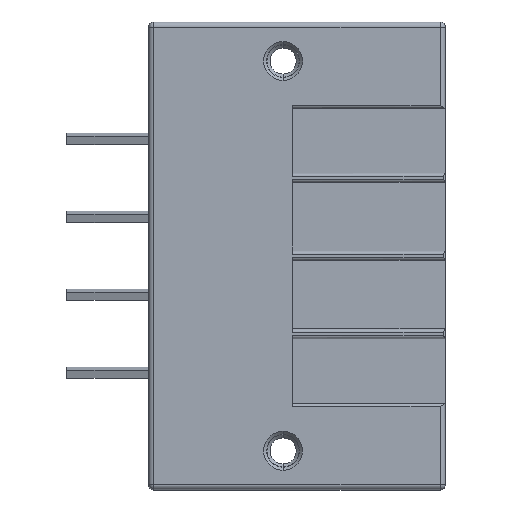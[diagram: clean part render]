
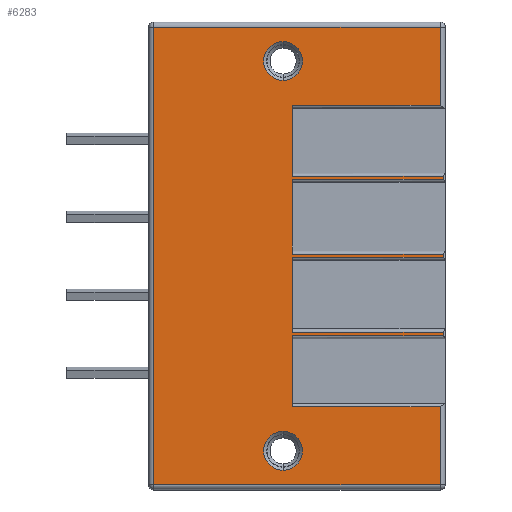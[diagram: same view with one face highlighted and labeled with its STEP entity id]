
A CAD part, top view. The second image highlights one B-rep face of the part: STEP entity #6283.
In plain terms, the highlighted planar face has unit normal (0, 0, 1).
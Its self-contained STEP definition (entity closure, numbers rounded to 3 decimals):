
#192=CARTESIAN_POINT('',(2.,34.29,6.956));
#193=DIRECTION('',(0.,0.,-1.));
#194=DIRECTION('',(0.,1.,0.));
#195=AXIS2_PLACEMENT_3D('',#192,#193,#194);
#197=CARTESIAN_POINT('',(2.,34.29,6.956));
#198=DIRECTION('',(0.,0.,-1.));
#199=DIRECTION('',(0.,-1.,0.));
#200=AXIS2_PLACEMENT_3D('',#197,#198,#199);
#202=CARTESIAN_POINT('',(2.,-3.81,6.956));
#203=DIRECTION('',(0.,0.,-1.));
#204=DIRECTION('',(0.,1.,0.));
#205=AXIS2_PLACEMENT_3D('',#202,#203,#204);
#207=CARTESIAN_POINT('',(2.,-3.81,6.956));
#208=DIRECTION('',(0.,0.,-1.));
#209=DIRECTION('',(0.,-1.,0.));
#210=AXIS2_PLACEMENT_3D('',#207,#208,#209);
#212=DIRECTION('',(0.,-1.,0.));
#213=VECTOR('',#212,7.63);
#214=CARTESIAN_POINT('',(17.35,0.51,6.956));
#215=LINE('',#214,#213);
#216=DIRECTION('',(1.,0.,0.));
#217=VECTOR('',#216,28.);
#218=CARTESIAN_POINT('',(-10.65,-7.12,6.956));
#219=LINE('',#218,#217);
#220=DIRECTION('',(-1.,0.,0.));
#221=VECTOR('',#220,28.);
#222=CARTESIAN_POINT('',(17.35,37.6,6.956));
#223=LINE('',#222,#221);
#224=DIRECTION('',(0.,-1.,0.));
#225=VECTOR('',#224,7.63);
#226=CARTESIAN_POINT('',(17.35,37.6,6.956));
#227=LINE('',#226,#225);
#228=DIRECTION('',(1.,0.,0.));
#229=VECTOR('',#228,14.45);
#230=CARTESIAN_POINT('',(2.9,29.97,6.956));
#231=LINE('',#230,#229);
#232=DIRECTION('',(0.,-1.,0.));
#233=VECTOR('',#232,6.94);
#234=CARTESIAN_POINT('',(2.9,29.97,6.956));
#235=LINE('',#234,#233);
#236=DIRECTION('',(1.,0.,0.));
#237=VECTOR('',#236,14.75);
#238=CARTESIAN_POINT('',(2.9,23.03,6.956));
#239=LINE('',#238,#237);
#240=DIRECTION('',(1.,0.,0.));
#241=VECTOR('',#240,14.75);
#242=CARTESIAN_POINT('',(2.9,22.735,6.956));
#243=LINE('',#242,#241);
#244=DIRECTION('',(0.,-1.,0.));
#245=VECTOR('',#244,7.32);
#246=CARTESIAN_POINT('',(2.9,22.735,6.956));
#247=LINE('',#246,#245);
#248=DIRECTION('',(-1.,0.,0.));
#249=VECTOR('',#248,14.75);
#250=CARTESIAN_POINT('',(17.65,15.415,6.956));
#251=LINE('',#250,#249);
#252=DIRECTION('',(1.,0.,0.));
#253=VECTOR('',#252,14.75);
#254=CARTESIAN_POINT('',(2.9,15.115,6.956));
#255=LINE('',#254,#253);
#256=DIRECTION('',(0.,-1.,0.));
#257=VECTOR('',#256,7.32);
#258=CARTESIAN_POINT('',(2.9,15.115,6.956));
#259=LINE('',#258,#257);
#260=DIRECTION('',(-1.,0.,0.));
#261=VECTOR('',#260,14.75);
#262=CARTESIAN_POINT('',(17.65,7.795,6.956));
#263=LINE('',#262,#261);
#264=DIRECTION('',(-1.,0.,0.));
#265=VECTOR('',#264,14.75);
#266=CARTESIAN_POINT('',(17.65,7.45,6.956));
#267=LINE('',#266,#265);
#268=DIRECTION('',(0.,1.,0.));
#269=VECTOR('',#268,6.94);
#270=CARTESIAN_POINT('',(2.9,0.51,6.956));
#271=LINE('',#270,#269);
#272=DIRECTION('',(-1.,0.,0.));
#273=VECTOR('',#272,14.45);
#274=CARTESIAN_POINT('',(17.35,0.51,6.956));
#275=LINE('',#274,#273);
#873=DIRECTION('',(0.,-1.,0.));
#874=VECTOR('',#873,44.72);
#875=CARTESIAN_POINT('',(-10.65,37.6,6.956));
#876=LINE('',#875,#874);
#2063=CARTESIAN_POINT('',(17.35,29.97,6.956));
#2095=DIRECTION('',(0.,1.,0.));
#2096=VECTOR('',#2095,0.295);
#2097=CARTESIAN_POINT('',(17.65,22.735,6.956));
#2098=LINE('',#2097,#2096);
#2117=DIRECTION('',(0.,1.,0.));
#2118=VECTOR('',#2117,0.3);
#2119=CARTESIAN_POINT('',(17.65,15.115,6.956));
#2120=LINE('',#2119,#2118);
#2139=DIRECTION('',(0.,1.,0.));
#2140=VECTOR('',#2139,0.345);
#2141=CARTESIAN_POINT('',(17.65,7.45,6.956));
#2142=LINE('',#2141,#2140);
#3492=CARTESIAN_POINT('',(17.35,0.51,6.956));
#4766=CARTESIAN_POINT('',(2.9,29.97,6.956));
#4767=CARTESIAN_POINT('',(2.9,23.03,6.956));
#4768=VERTEX_POINT('',#4766);
#4769=VERTEX_POINT('',#4767);
#4770=CARTESIAN_POINT('',(17.65,23.03,6.956));
#4771=VERTEX_POINT('',#4770);
#4859=CARTESIAN_POINT('',(2.9,22.735,6.956));
#4860=CARTESIAN_POINT('',(17.65,22.735,6.956));
#4861=VERTEX_POINT('',#4859);
#4862=VERTEX_POINT('',#4860);
#4863=CARTESIAN_POINT('',(17.65,15.415,6.956));
#4864=CARTESIAN_POINT('',(2.9,15.415,6.956));
#4865=VERTEX_POINT('',#4863);
#4866=VERTEX_POINT('',#4864);
#5029=CARTESIAN_POINT('',(2.9,15.115,6.956));
#5030=CARTESIAN_POINT('',(17.65,15.115,6.956));
#5031=VERTEX_POINT('',#5029);
#5032=VERTEX_POINT('',#5030);
#5033=CARTESIAN_POINT('',(17.65,7.795,6.956));
#5034=CARTESIAN_POINT('',(2.9,7.795,6.956));
#5035=VERTEX_POINT('',#5033);
#5036=VERTEX_POINT('',#5034);
#5243=CARTESIAN_POINT('',(2.9,0.51,6.956));
#5244=VERTEX_POINT('',#5243);
#5245=CARTESIAN_POINT('',(2.9,7.45,6.956));
#5246=VERTEX_POINT('',#5245);
#5253=CARTESIAN_POINT('',(17.65,7.45,6.956));
#5254=VERTEX_POINT('',#5253);
#5769=CARTESIAN_POINT('',(2.,36.19,6.956));
#5770=CARTESIAN_POINT('',(2.,32.39,6.956));
#5771=VERTEX_POINT('',#5769);
#5772=VERTEX_POINT('',#5770);
#5781=VERTEX_POINT('',#2063);
#5782=CARTESIAN_POINT('',(17.35,37.6,6.956));
#5783=VERTEX_POINT('',#5782);
#5802=CARTESIAN_POINT('',(-10.65,37.6,6.956));
#5803=VERTEX_POINT('',#5802);
#5933=CARTESIAN_POINT('',(2.,-1.91,6.956));
#5934=CARTESIAN_POINT('',(2.,-5.71,6.956));
#5935=VERTEX_POINT('',#5933);
#5936=VERTEX_POINT('',#5934);
#5941=VERTEX_POINT('',#3492);
#5947=CARTESIAN_POINT('',(17.35,-7.12,6.956));
#5948=VERTEX_POINT('',#5947);
#5963=CARTESIAN_POINT('',(-10.65,-7.12,6.956));
#5964=VERTEX_POINT('',#5963);
#6225=CARTESIAN_POINT('',(-10.95,0.,6.956));
#6226=DIRECTION('',(0.,0.,1.));
#6227=DIRECTION('',(1.,0.,0.));
#6228=AXIS2_PLACEMENT_3D('',#6225,#6226,#6227);
#6229=PLANE('',#6228);
#6231=ORIENTED_EDGE('',*,*,#6230,.T.);
#6233=ORIENTED_EDGE('',*,*,#6232,.F.);
#6235=ORIENTED_EDGE('',*,*,#6234,.F.);
#6237=ORIENTED_EDGE('',*,*,#6236,.F.);
#6239=ORIENTED_EDGE('',*,*,#6238,.T.);
#6241=ORIENTED_EDGE('',*,*,#6240,.F.);
#6243=ORIENTED_EDGE('',*,*,#6242,.T.);
#6245=ORIENTED_EDGE('',*,*,#6244,.T.);
#6247=ORIENTED_EDGE('',*,*,#6246,.F.);
#6249=ORIENTED_EDGE('',*,*,#6248,.F.);
#6251=ORIENTED_EDGE('',*,*,#6250,.T.);
#6253=ORIENTED_EDGE('',*,*,#6252,.F.);
#6255=ORIENTED_EDGE('',*,*,#6254,.F.);
#6257=ORIENTED_EDGE('',*,*,#6256,.F.);
#6259=ORIENTED_EDGE('',*,*,#6258,.T.);
#6261=ORIENTED_EDGE('',*,*,#6260,.F.);
#6263=ORIENTED_EDGE('',*,*,#6262,.F.);
#6265=ORIENTED_EDGE('',*,*,#6264,.T.);
#6267=ORIENTED_EDGE('',*,*,#6266,.F.);
#6269=ORIENTED_EDGE('',*,*,#6268,.F.);
#6270=EDGE_LOOP('',(#6231,#6233,#6235,#6237,#6239,#6241,#6243,#6245,#6247,#6249,
#6251,#6253,#6255,#6257,#6259,#6261,#6263,#6265,#6267,#6269));
#6271=FACE_OUTER_BOUND('',#6270,.F.);
#6273=ORIENTED_EDGE('',*,*,#6272,.F.);
#6274=ORIENTED_EDGE('',*,*,#6215,.F.);
#6275=EDGE_LOOP('',(#6273,#6274));
#6276=FACE_BOUND('',#6275,.F.);
#6278=ORIENTED_EDGE('',*,*,#6277,.F.);
#6280=ORIENTED_EDGE('',*,*,#6279,.F.);
#6281=EDGE_LOOP('',(#6278,#6280));
#6282=FACE_BOUND('',#6281,.F.);
#6283=ADVANCED_FACE('',(#6271,#6276,#6282),#6229,.T.);
#196=CIRCLE('',#195,1.9);
#201=CIRCLE('',#200,1.9);
#206=CIRCLE('',#205,1.9);
#211=CIRCLE('',#210,1.9);
#6215=EDGE_CURVE('',#5936,#5935,#211,.T.);
#6230=EDGE_CURVE('',#5941,#5948,#215,.T.);
#6232=EDGE_CURVE('',#5964,#5948,#219,.T.);
#6234=EDGE_CURVE('',#5803,#5964,#876,.T.);
#6236=EDGE_CURVE('',#5783,#5803,#223,.T.);
#6238=EDGE_CURVE('',#5783,#5781,#227,.T.);
#6240=EDGE_CURVE('',#4768,#5781,#231,.T.);
#6242=EDGE_CURVE('',#4768,#4769,#235,.T.);
#6244=EDGE_CURVE('',#4769,#4771,#239,.T.);
#6246=EDGE_CURVE('',#4862,#4771,#2098,.T.);
#6248=EDGE_CURVE('',#4861,#4862,#243,.T.);
#6250=EDGE_CURVE('',#4861,#4866,#247,.T.);
#6252=EDGE_CURVE('',#4865,#4866,#251,.T.);
#6254=EDGE_CURVE('',#5032,#4865,#2120,.T.);
#6256=EDGE_CURVE('',#5031,#5032,#255,.T.);
#6258=EDGE_CURVE('',#5031,#5036,#259,.T.);
#6260=EDGE_CURVE('',#5035,#5036,#263,.T.);
#6262=EDGE_CURVE('',#5254,#5035,#2142,.T.);
#6264=EDGE_CURVE('',#5254,#5246,#267,.T.);
#6266=EDGE_CURVE('',#5244,#5246,#271,.T.);
#6268=EDGE_CURVE('',#5941,#5244,#275,.T.);
#6272=EDGE_CURVE('',#5935,#5936,#206,.T.);
#6277=EDGE_CURVE('',#5771,#5772,#196,.T.);
#6279=EDGE_CURVE('',#5772,#5771,#201,.T.);
